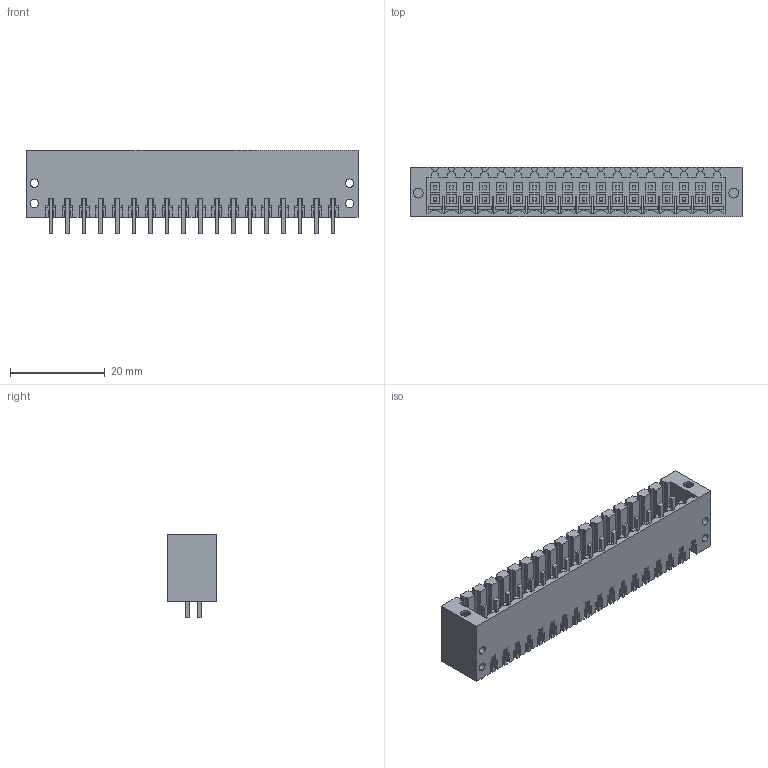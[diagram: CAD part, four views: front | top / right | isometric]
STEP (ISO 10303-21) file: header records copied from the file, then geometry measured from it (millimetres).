
FILE_DESCRIPTION(('CATIA V5 STEP Exchange','CAx-IF Rec.Pracs.--- Model Styling and Organization---1.4--- 2014-01-23'),'2;1');
FILE_NAME ('D1455176_0_1729740000_1729740000.stp','2019-02-22T09:13:49+00:00',('none'),('Weidmueller'),'CATIA Version 5-6 Release 2016 SP3 HF44','CATIA V5 STEP AP214','none');
FILE_SCHEMA(('AUTOMOTIVE_DESIGN { 1 0 10303 214 1 1 1 1 }'));
Length unit declared in the file: millimetre
Products named in the file (1): 1729740000
Bounding box: 70 x 10.5 x 17.7 mm (x, y, z)
Volume: 4747.4 mm3; surface area: 10204.8 mm2
Topology: 1 solids, 1 shells, 1752 faces, 5030 edges, 3413 vertices
Faces by surface type: plane 1700, cylinder 52
Entity records: 53137 total; most frequent: ORIENTED_EDGE 10060, CARTESIAN_POINT 9272, DIRECTION 6672, EDGE_CURVE 5030, VECTOR 4918, LINE 4918, VERTEX_POINT 3413, EDGE_LOOP 1901
